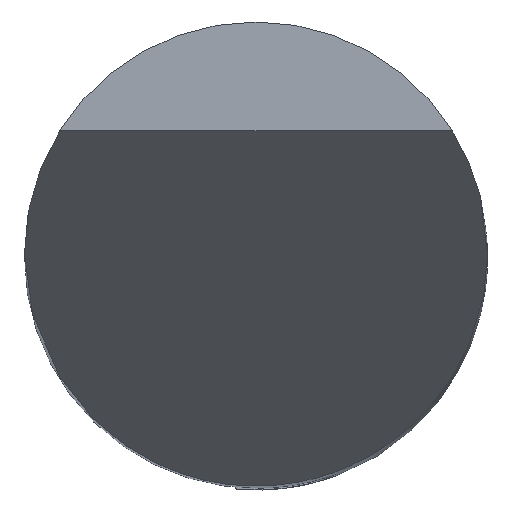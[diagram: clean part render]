
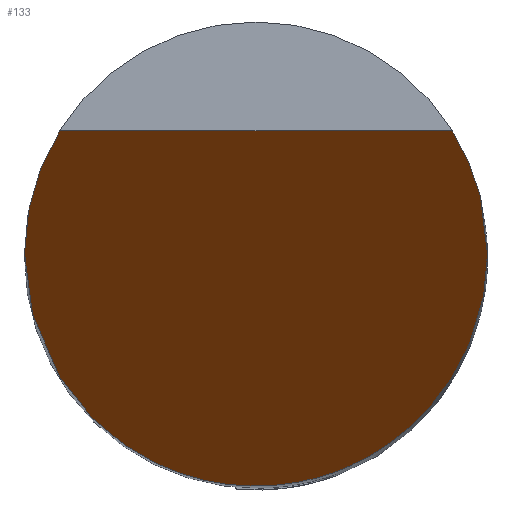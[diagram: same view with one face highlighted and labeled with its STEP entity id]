
A CAD part, top view. The second image highlights one B-rep face of the part: STEP entity #133.
In plain terms, the highlighted planar face has unit normal (0, -0.866, 0.5).
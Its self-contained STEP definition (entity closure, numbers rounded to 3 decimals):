
#95=PLANE('',#932);
#133=ADVANCED_FACE('',(#189),#95,.F.);
#189=FACE_OUTER_BOUND('',#237,.T.);
#237=EDGE_LOOP('',(#510,#511,#512,#513));
#291=LINE('',#1456,#349);
#349=VECTOR('',#1069,1.);
#510=ORIENTED_EDGE('',*,*,#764,.T.);
#511=ORIENTED_EDGE('',*,*,#765,.T.);
#512=ORIENTED_EDGE('',*,*,#766,.T.);
#513=ORIENTED_EDGE('',*,*,#755,.T.);
#655=VERTEX_POINT('',#1457);
#656=VERTEX_POINT('',#1458);
#663=VERTEX_POINT('',#1495);
#664=VERTEX_POINT('',#1500);
#755=EDGE_CURVE('',#655,#656,#291,.T.);
#764=EDGE_CURVE('',#656,#663,#849,.T.);
#765=EDGE_CURVE('',#663,#664,#850,.T.);
#766=EDGE_CURVE('',#664,#655,#851,.T.);
#849=(
BOUNDED_CURVE()
B_SPLINE_CURVE(3,(#1491,#1492,#1493,#1494),.UNSPECIFIED.,.F.,.F.)
B_SPLINE_CURVE_WITH_KNOTS((4,4),(0.,1.),.UNSPECIFIED.)
CURVE()
GEOMETRIC_REPRESENTATION_ITEM()
RATIONAL_B_SPLINE_CURVE((1.,0.974,0.974,1.))
REPRESENTATION_ITEM('')
);
#850=(
BOUNDED_CURVE()
B_SPLINE_CURVE(3,(#1496,#1497,#1498,#1499),.UNSPECIFIED.,.F.,.F.)
B_SPLINE_CURVE_WITH_KNOTS((4,4),(0.,1.),.UNSPECIFIED.)
CURVE()
GEOMETRIC_REPRESENTATION_ITEM()
RATIONAL_B_SPLINE_CURVE((1.,0.333,0.333,1.))
REPRESENTATION_ITEM('')
);
#851=(
BOUNDED_CURVE()
B_SPLINE_CURVE(3,(#1501,#1502,#1503,#1504),.UNSPECIFIED.,.F.,.F.)
B_SPLINE_CURVE_WITH_KNOTS((4,4),(0.,1.),.UNSPECIFIED.)
CURVE()
GEOMETRIC_REPRESENTATION_ITEM()
RATIONAL_B_SPLINE_CURVE((1.,0.974,0.974,1.))
REPRESENTATION_ITEM('')
);
#932=AXIS2_PLACEMENT_3D('',#1505,#1090,#1091);
#1069=DIRECTION('',(-1.,0.,0.));
#1090=DIRECTION('',(0.,0.866,-0.5));
#1091=DIRECTION('',(0.,0.5,0.866));
#1456=CARTESIAN_POINT('',(0.,1.588,2.75));
#1457=CARTESIAN_POINT('',(2.545,1.588,2.75));
#1458=CARTESIAN_POINT('',(-2.545,1.588,2.75));
#1491=CARTESIAN_POINT('',(-2.545,1.588,2.75));
#1492=CARTESIAN_POINT('',(-2.844,1.108,1.92));
#1493=CARTESIAN_POINT('',(-3.,0.565,0.979));
#1494=CARTESIAN_POINT('',(-3.,0.,0.));
#1495=CARTESIAN_POINT('',(-3.,0.,0.));
#1496=CARTESIAN_POINT('',(-3.,0.,0.));
#1497=CARTESIAN_POINT('',(-3.,-6.,-10.392));
#1498=CARTESIAN_POINT('',(3.,-6.,-10.392));
#1499=CARTESIAN_POINT('',(3.,0.,0.));
#1500=CARTESIAN_POINT('',(3.,0.,0.));
#1501=CARTESIAN_POINT('',(3.,0.,0.));
#1502=CARTESIAN_POINT('',(3.,0.565,0.979));
#1503=CARTESIAN_POINT('',(2.844,1.108,1.92));
#1504=CARTESIAN_POINT('',(2.545,1.588,2.75));
#1505=CARTESIAN_POINT('',(3.,-3.,-5.196));
